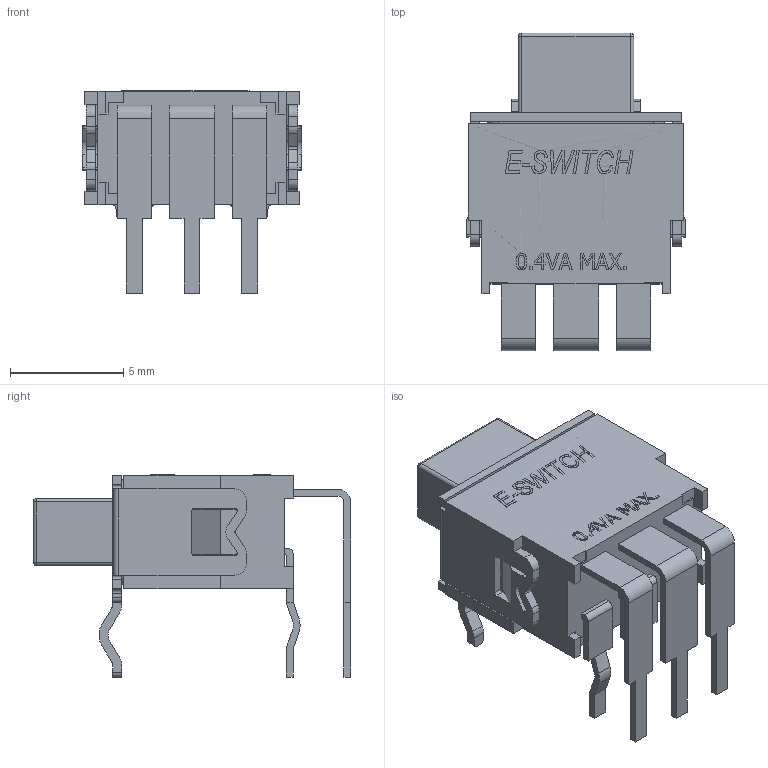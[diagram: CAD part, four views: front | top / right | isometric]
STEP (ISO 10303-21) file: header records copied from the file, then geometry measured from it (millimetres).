
FILE_DESCRIPTION((' '),'2;1');
FILE_NAME('500RDPxS1M6RE.stp','2017-07-26T10:26:15',(' '),(' '),' ','ACIS',' ');
FILE_SCHEMA(('CONFIG_CONTROL_DESIGN'));
Length unit declared in the file: inch
Products named in the file (1): 500RDPxS1M6RE.stp
Bounding box: 9.7 x 14.01 x 8.92 mm (x, y, z)
Volume: 380.5 mm3; surface area: 777.9 mm2
Topology: 1 solids, 2 shells, 586 faces, 1581 edges, 1019 vertices
Faces by surface type: plane 431, cylinder 107, bspline 44, sphere 4
Entity records: 18387 total; most frequent: CARTESIAN_POINT 3698, ORIENTED_EDGE 3156, DIRECTION 2794, EDGE_CURVE 1578, VECTOR 1272, LINE 1272, VERTEX_POINT 1017, AXIS2_PLACEMENT_3D 761
